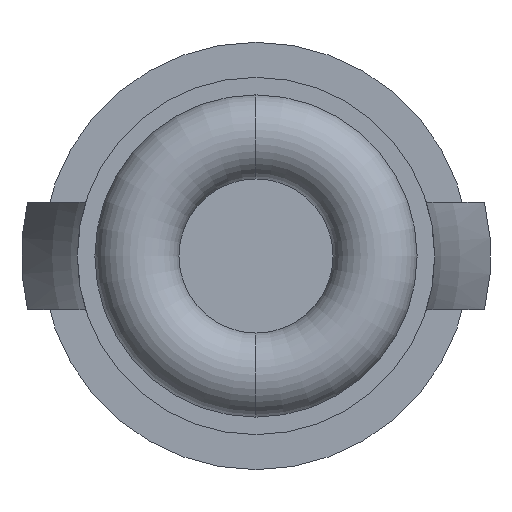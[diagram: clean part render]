
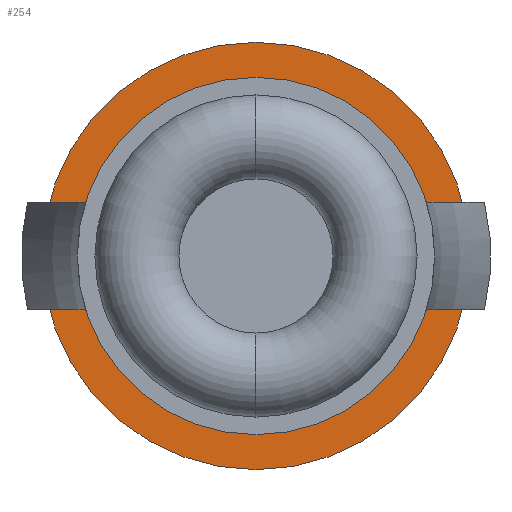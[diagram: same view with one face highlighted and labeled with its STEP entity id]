
A CAD part, left-side view. The second image highlights one B-rep face of the part: STEP entity #254.
In plain terms, the highlighted planar face has unit normal (-1, 0, 0).
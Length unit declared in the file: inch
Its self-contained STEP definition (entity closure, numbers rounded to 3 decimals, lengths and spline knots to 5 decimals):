
#50 = VERTEX_POINT ( 'NONE', #393 ) ;
#54 = VERTEX_POINT ( 'NONE', #399 ) ;
#72 = EDGE_CURVE ( 'NONE', #50, #54, #746, .T. ) ;
#95 = ORIENTED_EDGE ( 'NONE', *, *, #181, .T. ) ;
#101 = EDGE_LOOP ( 'NONE', ( #95, #253 ) ) ;
#104 = EDGE_LOOP ( 'NONE', ( #258, #297 ) ) ;
#172 = VERTEX_POINT ( 'NONE', #771 ) ;
#181 = EDGE_CURVE ( 'NONE', #172, #299, #809, .T. ) ;
#253 = ORIENTED_EDGE ( 'NONE', *, *, #255, .T. ) ;
#254 = ADVANCED_FACE ( 'NONE', ( #890, #883 ), #880, .T. ) ;
#255 = EDGE_CURVE ( 'NONE', #299, #172, #878, .T. ) ;
#257 = EDGE_CURVE ( 'NONE', #54, #50, #879, .T. ) ;
#258 = ORIENTED_EDGE ( 'NONE', *, *, #72, .F. ) ;
#297 = ORIENTED_EDGE ( 'NONE', *, *, #257, .F. ) ;
#299 = VERTEX_POINT ( 'NONE', #845 ) ;
#393 = CARTESIAN_POINT ( 'NONE',  ( 0.124, 0., -0.0305 ) ) ;
#399 = CARTESIAN_POINT ( 'NONE',  ( 0.124, 0., 0.0305 ) ) ;
#730 = DIRECTION ( 'NONE',  ( 0., 0., -1. ) ) ;
#731 = DIRECTION ( 'NONE',  ( 1., 0., 0. ) ) ;
#735 = CARTESIAN_POINT ( 'NONE',  ( 0.124, 0., 0. ) ) ;
#739 = AXIS2_PLACEMENT_3D ( 'NONE', #735, #731, #730 ) ;
#746 = CIRCLE ( 'NONE', #739, 0.0305 ) ;
#771 = CARTESIAN_POINT ( 'NONE',  ( 0.124, 0., -0.0255 ) ) ;
#803 = DIRECTION ( 'NONE',  ( 0., 0., -1. ) ) ;
#804 = DIRECTION ( 'NONE',  ( 1., 0., 0. ) ) ;
#805 = CARTESIAN_POINT ( 'NONE',  ( 0.124, 0., 0. ) ) ;
#806 = AXIS2_PLACEMENT_3D ( 'NONE', #805, #804, #803 ) ;
#809 = CIRCLE ( 'NONE', #806, 0.0255 ) ;
#845 = CARTESIAN_POINT ( 'NONE',  ( 0.124, 0., 0.0255 ) ) ;
#876 = DIRECTION ( 'NONE',  ( 0., 0., 1. ) ) ;
#877 = AXIS2_PLACEMENT_3D ( 'NONE', #991, #990, #989 ) ;
#878 = CIRCLE ( 'NONE', #877, 0.0255 ) ;
#879 = CIRCLE ( 'NONE', #985, 0.0305 ) ;
#880 = PLANE ( 'NONE',  #882 ) ;
#882 = AXIS2_PLACEMENT_3D ( 'NONE', #897, #895, #876 ) ;
#883 = FACE_OUTER_BOUND ( 'NONE', #104, .T. ) ;
#890 = FACE_BOUND ( 'NONE', #101, .T. ) ;
#895 = DIRECTION ( 'NONE',  ( -1., 0., 0. ) ) ;
#897 = CARTESIAN_POINT ( 'NONE',  ( 0.124, 0.0255, 0. ) ) ;
#983 = DIRECTION ( 'NONE',  ( 0., 0., -1. ) ) ;
#984 = DIRECTION ( 'NONE',  ( 1., 0., 0. ) ) ;
#985 = AXIS2_PLACEMENT_3D ( 'NONE', #1012, #984, #983 ) ;
#989 = DIRECTION ( 'NONE',  ( 0., 0., -1. ) ) ;
#990 = DIRECTION ( 'NONE',  ( 1., 0., 0. ) ) ;
#991 = CARTESIAN_POINT ( 'NONE',  ( 0.124, 0., 0. ) ) ;
#1012 = CARTESIAN_POINT ( 'NONE',  ( 0.124, 0., 0. ) ) ;
